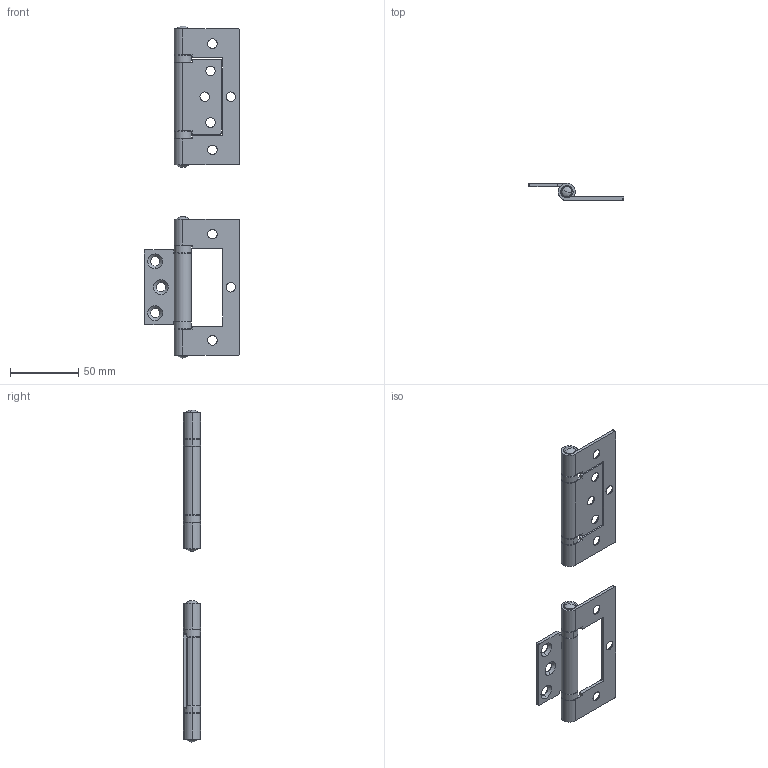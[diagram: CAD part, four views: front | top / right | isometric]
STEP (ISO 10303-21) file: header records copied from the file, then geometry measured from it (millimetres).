
FILE_DESCRIPTION (( 'STEP AP214' ), '1' );
FILE_NAME ('02140 Fast Fix Hinge Large 304 Stainless Steel 107x50mm.STEP', '2025-01-07T20:11:06', ( '' ), ( '' ), 'SwSTEP 2.0', 'SolidWorks 2024', '' );
FILE_SCHEMA (( 'AUTOMOTIVE_DESIGN' ));
Length unit declared in the file: millimetre
Products named in the file (5): Part2; Part3; Part1; 02140 Fast Fix Hinge Large 304 Stainless Steel 107x50mm; Pin
Assembly tree (10 placements, depth 2):
  02140 Fast Fix Hinge Large 304 Stainless Steel 107x50mm
    Part2  x2
    Part1  x2
    Part3  x4
    Pin  x2
Bounding box: 70 x 12.5 x 244 mm (x, y, z)
Volume: 39219 mm3; surface area: 35303.8 mm2
Topology: 10 solids, 10 shells, 200 faces, 512 edges, 336 vertices
Faces by surface type: cylinder 92, plane 60, cone 24, torus 16, sphere 8
Entity records: 3060 total; most frequent: DIRECTION 564, CARTESIAN_POINT 495, ORIENTED_EDGE 472, EDGE_CURVE 236, AXIS2_PLACEMENT_3D 225, VERTEX_POINT 156, CIRCLE 122, VECTOR 114
